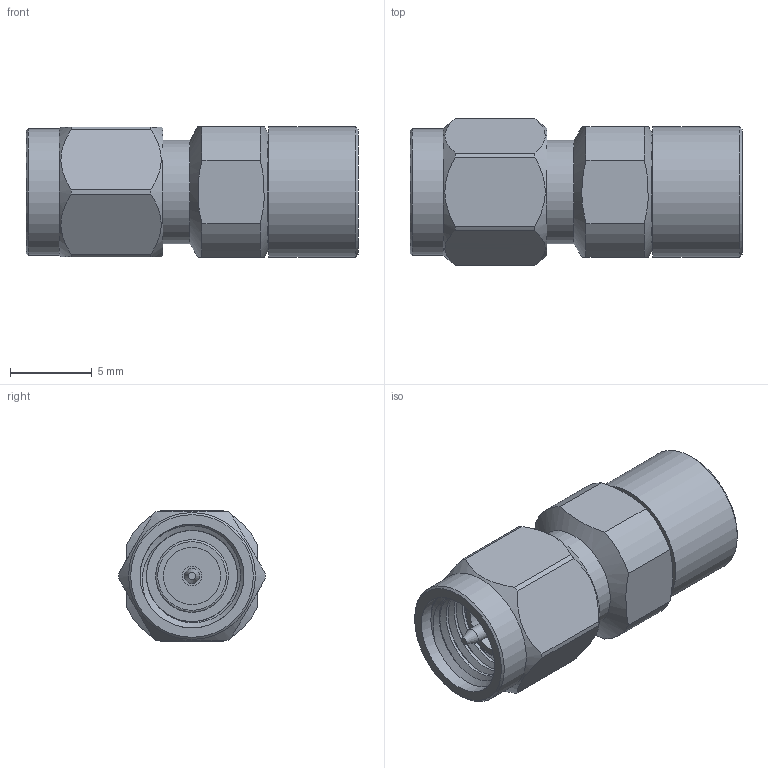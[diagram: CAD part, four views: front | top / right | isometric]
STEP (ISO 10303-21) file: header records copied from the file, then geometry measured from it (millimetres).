
FILE_DESCRIPTION (( 'STEP AP203' ), '1' );
FILE_NAME ('PE6TR1110_3D.step', '2022-02-14T16:51:35', ( '' ), ( '' ), 'SwSTEP 2.0', 'SolidWorks 2021', '' );
FILE_SCHEMA (( 'CONFIG_CONTROL_DESIGN' ));
Length unit declared in the file: inch
Products named in the file (1): PE6TR1110_3D
Bounding box: 20.32 x 8.99 x 8 mm (x, y, z)
Volume: 900.3 mm3; surface area: 882.8 mm2
Topology: 1 solids, 1 shells, 56 faces, 151 edges, 104 vertices
Faces by surface type: cylinder 25, plane 19, cone 8, bspline 4
Full cylindrical faces by diameter (mm): 0.94 x1, 1.194 x1, 3.5 x1, 4.445 x1, 6.315 x1, 6.35 x6, 7.295 x1, 7.762 x1, 8 x1
Entity records: 3028 total; most frequent: CARTESIAN_POINT 1828, ORIENTED_EDGE 242, DIRECTION 200, EDGE_CURVE 121, VERTEX_POINT 97, AXIS2_PLACEMENT_3D 90, EDGE_LOOP 74, FACE_OUTER_BOUND 60
